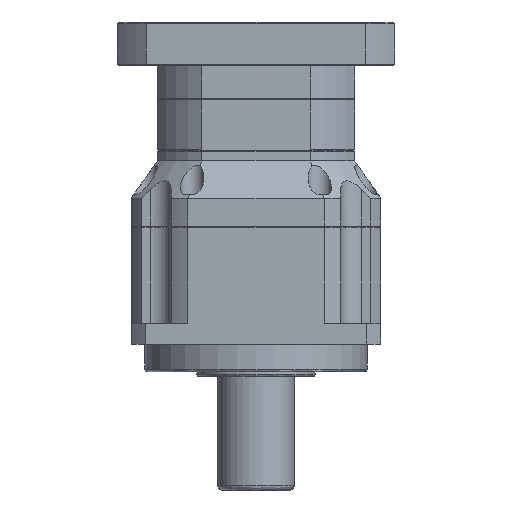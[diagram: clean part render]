
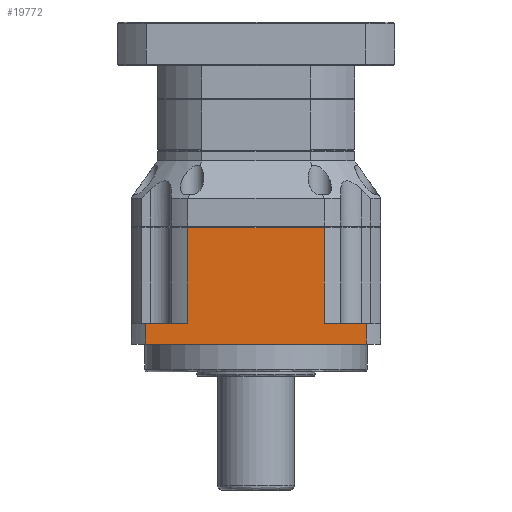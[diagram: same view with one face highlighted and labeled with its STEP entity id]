
A CAD part, front view. The second image highlights one B-rep face of the part: STEP entity #19772.
In plain terms, the highlighted planar face has unit normal (0, -1, 0).
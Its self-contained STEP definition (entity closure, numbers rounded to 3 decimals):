
#377 = DIRECTION ( 'NONE',  ( 1., 0., 0. ) ) ;
#459 = CARTESIAN_POINT ( 'NONE',  ( 49.054, -90., 120. ) ) ;
#717 = VECTOR ( 'NONE', #9542, 1000. ) ;
#784 = ORIENTED_EDGE ( 'NONE', *, *, #14023, .F. ) ;
#824 = DIRECTION ( 'NONE',  ( 0., 0., 1. ) ) ;
#1142 = VERTEX_POINT ( 'NONE', #24339 ) ;
#1439 = EDGE_CURVE ( 'NONE', #2323, #13052, #21215, .T. ) ;
#1600 = EDGE_CURVE ( 'NONE', #8650, #9988, #4881, .T. ) ;
#1667 = LINE ( 'NONE', #9775, #6873 ) ;
#2323 = VERTEX_POINT ( 'NONE', #16817 ) ;
#2400 = VECTOR ( 'NONE', #18744, 1000. ) ;
#2699 = VECTOR ( 'NONE', #16108, 1000. ) ;
#2753 = LINE ( 'NONE', #12851, #13265 ) ;
#2926 = DIRECTION ( 'NONE',  ( 0., 1., 0. ) ) ;
#3363 = ORIENTED_EDGE ( 'NONE', *, *, #18310, .F. ) ;
#3379 = DIRECTION ( 'NONE',  ( 0., 0., -1. ) ) ;
#3503 = FACE_OUTER_BOUND ( 'NONE', #6775, .T. ) ;
#4881 = LINE ( 'NONE', #13336, #14759 ) ;
#5447 = CARTESIAN_POINT ( 'NONE',  ( -49.054, -90., 120. ) ) ;
#6744 = PLANE ( 'NONE',  #20132 ) ;
#6775 = EDGE_LOOP ( 'NONE', ( #11674, #9400, #3363, #17551, #19096, #10214, #784, #19143 ) ) ;
#6873 = VECTOR ( 'NONE', #377, 1000. ) ;
#7131 = CARTESIAN_POINT ( 'NONE',  ( -79.373, -90., 105. ) ) ;
#8258 = VERTEX_POINT ( 'NONE', #7131 ) ;
#8650 = VERTEX_POINT ( 'NONE', #18557 ) ;
#9400 = ORIENTED_EDGE ( 'NONE', *, *, #1600, .F. ) ;
#9436 = CARTESIAN_POINT ( 'NONE',  ( -79.373, -90., 105. ) ) ;
#9486 = LINE ( 'NONE', #21198, #19389 ) ;
#9542 = DIRECTION ( 'NONE',  ( -1., 0., 0. ) ) ;
#9775 = CARTESIAN_POINT ( 'NONE',  ( -79.373, -90., 120. ) ) ;
#9988 = VERTEX_POINT ( 'NONE', #5447 ) ;
#10214 = ORIENTED_EDGE ( 'NONE', *, *, #24317, .F. ) ;
#10461 = EDGE_CURVE ( 'NONE', #1142, #22422, #18765, .T. ) ;
#11674 = ORIENTED_EDGE ( 'NONE', *, *, #16200, .F. ) ;
#12803 = CARTESIAN_POINT ( 'NONE',  ( 79.373, -90., 120. ) ) ;
#12851 = CARTESIAN_POINT ( 'NONE',  ( -79.373, -90., 120. ) ) ;
#12904 = DIRECTION ( 'NONE',  ( 1., 0., 0. ) ) ;
#13052 = VERTEX_POINT ( 'NONE', #20925 ) ;
#13265 = VECTOR ( 'NONE', #824, 1000. ) ;
#13336 = CARTESIAN_POINT ( 'NONE',  ( -79.373, -90., 120. ) ) ;
#14023 = EDGE_CURVE ( 'NONE', #2323, #22919, #9486, .T. ) ;
#14177 = CARTESIAN_POINT ( 'NONE',  ( 79.373, -90., 105. ) ) ;
#14759 = VECTOR ( 'NONE', #12904, 1000. ) ;
#14762 = CARTESIAN_POINT ( 'NONE',  ( -79.373, -90., 120. ) ) ;
#16108 = DIRECTION ( 'NONE',  ( 0., 0., 1. ) ) ;
#16200 = EDGE_CURVE ( 'NONE', #9988, #13052, #18440, .T. ) ;
#16741 = DIRECTION ( 'NONE',  ( -1., 0., 0. ) ) ;
#16817 = CARTESIAN_POINT ( 'NONE',  ( 49.054, -90., 189. ) ) ;
#17551 = ORIENTED_EDGE ( 'NONE', *, *, #19567, .F. ) ;
#18082 = DIRECTION ( 'NONE',  ( -1., 0., 0. ) ) ;
#18173 = CARTESIAN_POINT ( 'NONE',  ( 0., -90., 189. ) ) ;
#18310 = EDGE_CURVE ( 'NONE', #8258, #8650, #2753, .T. ) ;
#18440 = LINE ( 'NONE', #21976, #2699 ) ;
#18557 = CARTESIAN_POINT ( 'NONE',  ( -79.373, -90., 120. ) ) ;
#18744 = DIRECTION ( 'NONE',  ( 0., 0., -1. ) ) ;
#18765 = LINE ( 'NONE', #12803, #2400 ) ;
#19096 = ORIENTED_EDGE ( 'NONE', *, *, #10461, .F. ) ;
#19143 = ORIENTED_EDGE ( 'NONE', *, *, #1439, .T. ) ;
#19389 = VECTOR ( 'NONE', #3379, 1000. ) ;
#19567 = EDGE_CURVE ( 'NONE', #22422, #8258, #21095, .T. ) ;
#19772 = ADVANCED_FACE ( 'NONE', ( #3503 ), #6744, .F. ) ;
#20132 = AXIS2_PLACEMENT_3D ( 'NONE', #14762, #2926, #16741 ) ;
#20625 = VECTOR ( 'NONE', #18082, 1000. ) ;
#20925 = CARTESIAN_POINT ( 'NONE',  ( -49.054, -90., 189. ) ) ;
#21095 = LINE ( 'NONE', #9436, #717 ) ;
#21198 = CARTESIAN_POINT ( 'NONE',  ( 49.054, -90., 235.5 ) ) ;
#21215 = LINE ( 'NONE', #18173, #20625 ) ;
#21976 = CARTESIAN_POINT ( 'NONE',  ( -49.054, -90., 120. ) ) ;
#22422 = VERTEX_POINT ( 'NONE', #14177 ) ;
#22919 = VERTEX_POINT ( 'NONE', #459 ) ;
#24317 = EDGE_CURVE ( 'NONE', #22919, #1142, #1667, .T. ) ;
#24339 = CARTESIAN_POINT ( 'NONE',  ( 79.373, -90., 120. ) ) ;
